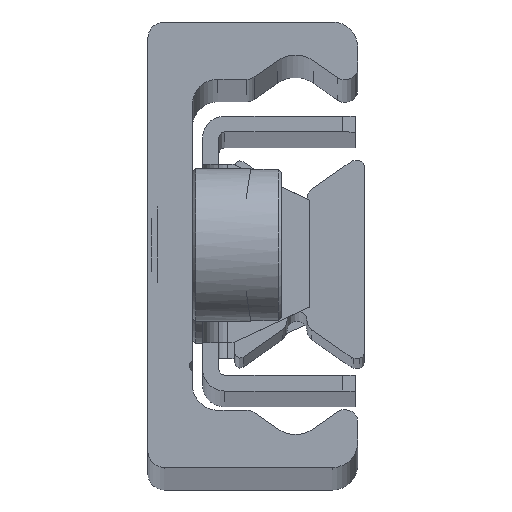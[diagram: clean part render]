
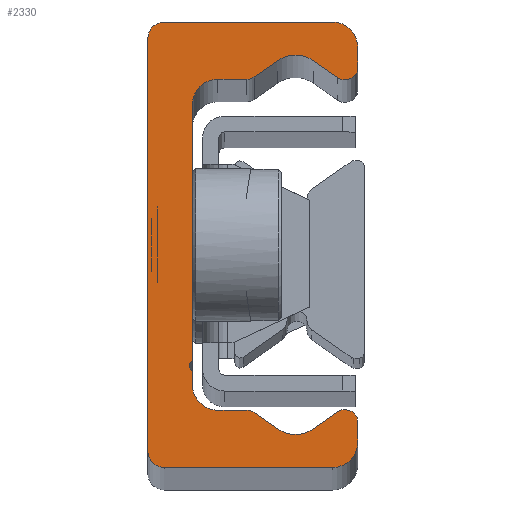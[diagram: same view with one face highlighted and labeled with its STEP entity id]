
A CAD part, top view. The second image highlights one B-rep face of the part: STEP entity #2330.
In plain terms, the highlighted planar face has unit normal (0, 0, 1).
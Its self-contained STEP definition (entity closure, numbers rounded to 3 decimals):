
#1380=CARTESIAN_POINT('',(0.0,16.2,1010.0));
#1381=VERTEX_POINT('',#1380);
#1382=CARTESIAN_POINT('',(1.3,17.5,1010.0));
#1383=VERTEX_POINT('',#1382);
#1384=CARTESIAN_POINT('',(1.3,16.2,1010.0));
#1385=DIRECTION('',(0.0,0.0,-1.0));
#1386=DIRECTION('',(0.0,-1.0,0.0));
#1387=AXIS2_PLACEMENT_3D('',#1384,#1385,#1386);
#1388=CIRCLE('',#1387,1.3);
#1389=EDGE_CURVE('',#1381,#1383,#1388,.T.);
#1422=CARTESIAN_POINT('',(14.5,17.5,1010.0));
#1423=VERTEX_POINT('',#1422);
#1424=CARTESIAN_POINT('',(1.3,17.5,1010.0));
#1425=DIRECTION('',(1.0,0.0,0.0));
#1426=VECTOR('',#1425,13.2);
#1427=LINE('',#1424,#1426);
#1428=EDGE_CURVE('',#1383,#1423,#1427,.T.);
#1453=CARTESIAN_POINT('',(16.5,15.5,1010.0));
#1454=VERTEX_POINT('',#1453);
#1455=CARTESIAN_POINT('',(14.5,15.5,1010.0));
#1456=DIRECTION('',(0.0,0.0,-1.0));
#1457=DIRECTION('',(-1.0,0.0,0.0));
#1458=AXIS2_PLACEMENT_3D('',#1455,#1456,#1457);
#1459=CIRCLE('',#1458,2.);
#1460=EDGE_CURVE('',#1423,#1454,#1459,.T.);
#1486=CARTESIAN_POINT('',(16.5,13.946,1010.0));
#1487=VERTEX_POINT('',#1486);
#1488=CARTESIAN_POINT('',(16.5,15.5,1010.0));
#1489=DIRECTION('',(0.0,-1.0,0.0));
#1490=VECTOR('',#1489,1.554);
#1491=LINE('',#1488,#1490);
#1492=EDGE_CURVE('',#1454,#1487,#1491,.T.);
#1517=CARTESIAN_POINT('',(14.926,13.127,1010.0));
#1518=VERTEX_POINT('',#1517);
#1519=CARTESIAN_POINT('',(15.5,13.946,1010.0));
#1520=DIRECTION('',(0.0,0.0,-1.0));
#1521=DIRECTION('',(0.574,0.819,0.0));
#1522=AXIS2_PLACEMENT_3D('',#1519,#1520,#1521);
#1523=CIRCLE('',#1522,1.0);
#1524=EDGE_CURVE('',#1487,#1518,#1523,.T.);
#1550=CARTESIAN_POINT('',(13.034,14.452,1010.0));
#1551=VERTEX_POINT('',#1550);
#1552=CARTESIAN_POINT('',(14.926,13.127,1010.0));
#1553=DIRECTION('',(-0.819,0.574,0.0));
#1554=VECTOR('',#1553,2.31);
#1555=LINE('',#1552,#1554);
#1556=EDGE_CURVE('',#1518,#1551,#1555,.T.);
#1581=CARTESIAN_POINT('',(10.166,14.452,1010.0));
#1582=VERTEX_POINT('',#1581);
#1583=CARTESIAN_POINT('',(11.6,12.404,1010.0));
#1584=DIRECTION('',(0.0,0.0,1.0));
#1585=DIRECTION('',(0.574,0.819,0.0));
#1586=AXIS2_PLACEMENT_3D('',#1583,#1584,#1585);
#1587=CIRCLE('',#1586,2.5);
#1588=EDGE_CURVE('',#1551,#1582,#1587,.T.);
#1614=CARTESIAN_POINT('',(8.351,13.181,1010.0));
#1615=VERTEX_POINT('',#1614);
#1616=CARTESIAN_POINT('',(10.166,14.452,1010.0));
#1617=DIRECTION('',(-0.819,-0.574,0.0));
#1618=VECTOR('',#1617,2.216);
#1619=LINE('',#1616,#1618);
#1620=EDGE_CURVE('',#1582,#1615,#1619,.T.);
#1645=CARTESIAN_POINT('',(7.777,13.,1010.0));
#1646=VERTEX_POINT('',#1645);
#1647=CARTESIAN_POINT('',(7.777,14.,1010.0));
#1648=DIRECTION('',(0.0,0.0,-1.0));
#1649=DIRECTION('',(0.0,1.0,0.0));
#1650=AXIS2_PLACEMENT_3D('',#1647,#1648,#1649);
#1651=CIRCLE('',#1650,1.);
#1652=EDGE_CURVE('',#1615,#1646,#1651,.T.);
#1678=CARTESIAN_POINT('',(5.5,13.,1010.0));
#1679=VERTEX_POINT('',#1678);
#1680=CARTESIAN_POINT('',(7.777,13.,1010.0));
#1681=DIRECTION('',(-1.0,0.0,0.0));
#1682=VECTOR('',#1681,2.277);
#1683=LINE('',#1680,#1682);
#1684=EDGE_CURVE('',#1646,#1679,#1683,.T.);
#1709=CARTESIAN_POINT('',(3.5,11.,1010.0));
#1710=VERTEX_POINT('',#1709);
#1711=CARTESIAN_POINT('',(5.5,11.,1010.0));
#1712=DIRECTION('',(0.0,0.0,1.0));
#1713=DIRECTION('',(0.0,1.0,0.0));
#1714=AXIS2_PLACEMENT_3D('',#1711,#1712,#1713);
#1715=CIRCLE('',#1714,2.0);
#1716=EDGE_CURVE('',#1679,#1710,#1715,.T.);
#1742=CARTESIAN_POINT('',(3.5,-9.067,1010.0));
#1743=VERTEX_POINT('',#1742);
#1744=CARTESIAN_POINT('',(3.5,11.,1010.0));
#1745=DIRECTION('',(0.0,-1.0,0.0));
#1746=VECTOR('',#1745,20.067);
#1747=LINE('',#1744,#1746);
#1748=EDGE_CURVE('',#1710,#1743,#1747,.T.);
#1818=CARTESIAN_POINT('',(3.5,-9.933,1010.0));
#1819=VERTEX_POINT('',#1818);
#1820=CARTESIAN_POINT('',(3.75,-9.5,1010.0));
#1821=DIRECTION('',(0.0,0.0,1.0));
#1822=DIRECTION('',(-0.5,0.866,0.0));
#1823=AXIS2_PLACEMENT_3D('',#1820,#1821,#1822);
#1824=CIRCLE('',#1823,0.5);
#1825=EDGE_CURVE('',#1743,#1819,#1824,.T.);
#1851=CARTESIAN_POINT('',(3.5,-11.,1010.0));
#1852=VERTEX_POINT('',#1851);
#1853=CARTESIAN_POINT('',(3.5,-9.933,1010.0));
#1854=DIRECTION('',(0.0,-1.0,0.0));
#1855=VECTOR('',#1854,1.067);
#1856=LINE('',#1853,#1855);
#1857=EDGE_CURVE('',#1819,#1852,#1856,.T.);
#1882=CARTESIAN_POINT('',(5.5,-13.,1010.0));
#1883=VERTEX_POINT('',#1882);
#1884=CARTESIAN_POINT('',(5.5,-11.,1010.0));
#1885=DIRECTION('',(0.0,0.0,1.0));
#1886=DIRECTION('',(-1.0,0.0,0.0));
#1887=AXIS2_PLACEMENT_3D('',#1884,#1885,#1886);
#1888=CIRCLE('',#1887,2.0);
#1889=EDGE_CURVE('',#1852,#1883,#1888,.T.);
#1915=CARTESIAN_POINT('',(7.777,-13.,1010.0));
#1916=VERTEX_POINT('',#1915);
#1917=CARTESIAN_POINT('',(5.5,-13.,1010.0));
#1918=DIRECTION('',(1.0,0.0,0.0));
#1919=VECTOR('',#1918,2.277);
#1920=LINE('',#1917,#1919);
#1921=EDGE_CURVE('',#1883,#1916,#1920,.T.);
#1946=CARTESIAN_POINT('',(8.351,-13.181,1010.0));
#1947=VERTEX_POINT('',#1946);
#1948=CARTESIAN_POINT('',(7.777,-14.0,1010.0));
#1949=DIRECTION('',(0.0,0.0,-1.0));
#1950=DIRECTION('',(-0.574,-0.819,0.0));
#1951=AXIS2_PLACEMENT_3D('',#1948,#1949,#1950);
#1952=CIRCLE('',#1951,1.);
#1953=EDGE_CURVE('',#1916,#1947,#1952,.T.);
#1979=CARTESIAN_POINT('',(10.166,-14.452,1010.0));
#1980=VERTEX_POINT('',#1979);
#1981=CARTESIAN_POINT('',(8.351,-13.181,1010.0));
#1982=DIRECTION('',(0.819,-0.574,0.0));
#1983=VECTOR('',#1982,2.216);
#1984=LINE('',#1981,#1983);
#1985=EDGE_CURVE('',#1947,#1980,#1984,.T.);
#2010=CARTESIAN_POINT('',(13.034,-14.452,1010.0));
#2011=VERTEX_POINT('',#2010);
#2012=CARTESIAN_POINT('',(11.6,-12.404,1010.0));
#2013=DIRECTION('',(0.0,0.0,1.));
#2014=DIRECTION('',(-0.574,-0.819,0.0));
#2015=AXIS2_PLACEMENT_3D('',#2012,#2013,#2014);
#2016=CIRCLE('',#2015,2.5);
#2017=EDGE_CURVE('',#1980,#2011,#2016,.T.);
#2043=CARTESIAN_POINT('',(14.926,-13.127,1010.0));
#2044=VERTEX_POINT('',#2043);
#2045=CARTESIAN_POINT('',(13.034,-14.452,1010.0));
#2046=DIRECTION('',(0.819,0.574,0.0));
#2047=VECTOR('',#2046,2.31);
#2048=LINE('',#2045,#2047);
#2049=EDGE_CURVE('',#2011,#2044,#2048,.T.);
#2074=CARTESIAN_POINT('',(16.5,-13.946,1010.0));
#2075=VERTEX_POINT('',#2074);
#2076=CARTESIAN_POINT('',(15.5,-13.946,1010.0));
#2077=DIRECTION('',(0.0,0.0,-1.0));
#2078=DIRECTION('',(-1.0,0.0,0.0));
#2079=AXIS2_PLACEMENT_3D('',#2076,#2077,#2078);
#2080=CIRCLE('',#2079,1.0);
#2081=EDGE_CURVE('',#2044,#2075,#2080,.T.);
#2107=CARTESIAN_POINT('',(16.5,-15.5,1010.0));
#2108=VERTEX_POINT('',#2107);
#2109=CARTESIAN_POINT('',(16.5,-13.946,1010.0));
#2110=DIRECTION('',(0.0,-1.0,0.0));
#2111=VECTOR('',#2110,1.554);
#2112=LINE('',#2109,#2111);
#2113=EDGE_CURVE('',#2075,#2108,#2112,.T.);
#2138=CARTESIAN_POINT('',(14.5,-17.5,1010.0));
#2139=VERTEX_POINT('',#2138);
#2140=CARTESIAN_POINT('',(14.5,-15.5,1010.0));
#2141=DIRECTION('',(0.0,0.0,-1.0));
#2142=DIRECTION('',(0.0,1.0,0.0));
#2143=AXIS2_PLACEMENT_3D('',#2140,#2141,#2142);
#2144=CIRCLE('',#2143,2.);
#2145=EDGE_CURVE('',#2108,#2139,#2144,.T.);
#2171=CARTESIAN_POINT('',(1.3,-17.5,1010.0));
#2172=VERTEX_POINT('',#2171);
#2173=CARTESIAN_POINT('',(14.5,-17.5,1010.0));
#2174=DIRECTION('',(-1.0,0.0,0.0));
#2175=VECTOR('',#2174,13.2);
#2176=LINE('',#2173,#2175);
#2177=EDGE_CURVE('',#2139,#2172,#2176,.T.);
#2202=CARTESIAN_POINT('',(0.0,-16.2,1010.0));
#2203=VERTEX_POINT('',#2202);
#2204=CARTESIAN_POINT('',(1.3,-16.2,1010.0));
#2205=DIRECTION('',(0.0,0.0,-1.0));
#2206=DIRECTION('',(1.0,0.0,0.0));
#2207=AXIS2_PLACEMENT_3D('',#2204,#2205,#2206);
#2208=CIRCLE('',#2207,1.3);
#2209=EDGE_CURVE('',#2172,#2203,#2208,.T.);
#2235=CARTESIAN_POINT('',(0.0,-16.2,1010.0));
#2236=DIRECTION('',(0.0,1.0,0.0));
#2237=VECTOR('',#2236,32.4);
#2238=LINE('',#2235,#2237);
#2239=EDGE_CURVE('',#2203,#1381,#2238,.T.);
#2297=CARTESIAN_POINT('',(5.957,-0.014,1010.0));
#2298=DIRECTION('',(0.0,0.0,1.0));
#2299=DIRECTION('',(1.0,0.0,0.0));
#2300=AXIS2_PLACEMENT_3D('',#2297,#2298,#2299);
#2301=PLANE('',#2300);
#2302=ORIENTED_EDGE('',*,*,#1389,.F.);
#2303=ORIENTED_EDGE('',*,*,#2239,.F.);
#2304=ORIENTED_EDGE('',*,*,#2209,.F.);
#2305=ORIENTED_EDGE('',*,*,#2177,.F.);
#2306=ORIENTED_EDGE('',*,*,#2145,.F.);
#2307=ORIENTED_EDGE('',*,*,#2113,.F.);
#2308=ORIENTED_EDGE('',*,*,#2081,.F.);
#2309=ORIENTED_EDGE('',*,*,#2049,.F.);
#2310=ORIENTED_EDGE('',*,*,#2017,.F.);
#2311=ORIENTED_EDGE('',*,*,#1985,.F.);
#2312=ORIENTED_EDGE('',*,*,#1953,.F.);
#2313=ORIENTED_EDGE('',*,*,#1921,.F.);
#2314=ORIENTED_EDGE('',*,*,#1889,.F.);
#2315=ORIENTED_EDGE('',*,*,#1857,.F.);
#2316=ORIENTED_EDGE('',*,*,#1825,.F.);
#2317=ORIENTED_EDGE('',*,*,#1748,.F.);
#2318=ORIENTED_EDGE('',*,*,#1716,.F.);
#2319=ORIENTED_EDGE('',*,*,#1684,.F.);
#2320=ORIENTED_EDGE('',*,*,#1652,.F.);
#2321=ORIENTED_EDGE('',*,*,#1620,.F.);
#2322=ORIENTED_EDGE('',*,*,#1588,.F.);
#2323=ORIENTED_EDGE('',*,*,#1556,.F.);
#2324=ORIENTED_EDGE('',*,*,#1524,.F.);
#2325=ORIENTED_EDGE('',*,*,#1492,.F.);
#2326=ORIENTED_EDGE('',*,*,#1460,.F.);
#2327=ORIENTED_EDGE('',*,*,#1428,.F.);
#2328=EDGE_LOOP('',(#2302,#2303,#2304,#2305,#2306,#2307,#2308,#2309,#2310,#2311,#2312,#2313,#2314,#2315,#2316,#2317,#2318,#2319,#2320,#2321,#2322,#2323,#2324,#2325,#2326,#2327));
#2329=FACE_OUTER_BOUND('',#2328,.T.);
#2330=ADVANCED_FACE('',(#2329),#2301,.T.);
